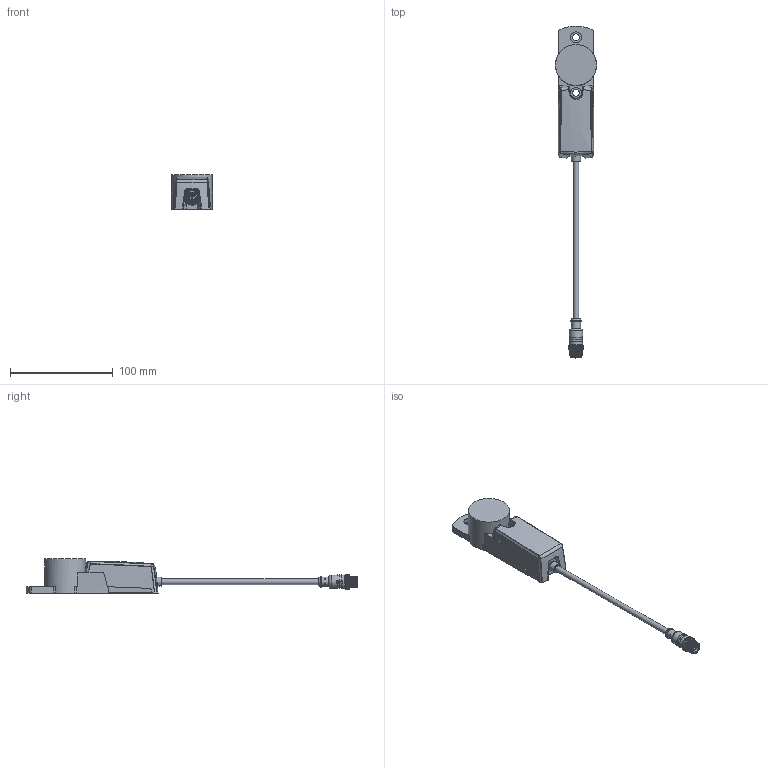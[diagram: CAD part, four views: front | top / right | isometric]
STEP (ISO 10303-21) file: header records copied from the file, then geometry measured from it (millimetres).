
FILE_DESCRIPTION (( 'STEP AP214' ), '1' );
FILE_NAME ('RS1-P8-S-B_REV2.STEP', '2023-08-16T11:07:34', ( '' ), ( '' ), 'SwSTEP 2.0', 'SolidWorks 2021', '' );
FILE_SCHEMA (( 'AUTOMOTIVE_DESIGN' ));
Length unit declared in the file: inch
Products named in the file (1): RS1-P8-S-B_REV2
Bounding box: 40 x 323.14 x 33.5 mm (x, y, z)
Volume: 122262.5 mm3; surface area: 25394.1 mm2
Topology: 1 solids, 1 shells, 974 faces, 2780 edges, 1835 vertices
Faces by surface type: plane 561, bspline 234, cylinder 150, cone 13, torus 13, sphere 3
Full cylindrical faces by diameter (mm): 0.8 x8, 1 x2, 2.93 x1, 4.2 x2, 5.5 x1, 6 x1, 6.6 x2, 8.5 x1, 8.8 x1, 9.5 x2, 10 x1, 10.5 x1, 10.6 x2, 10.7 x1, 10.75 x1, 13 x2, 40 x1
Entity records: 46286 total; most frequent: CARTESIAN_POINT 23212, ORIENTED_EDGE 5388, DIRECTION 3757, EDGE_CURVE 2694, VERTEX_POINT 1805, VECTOR 1717, LINE 1717, EDGE_LOOP 1061
